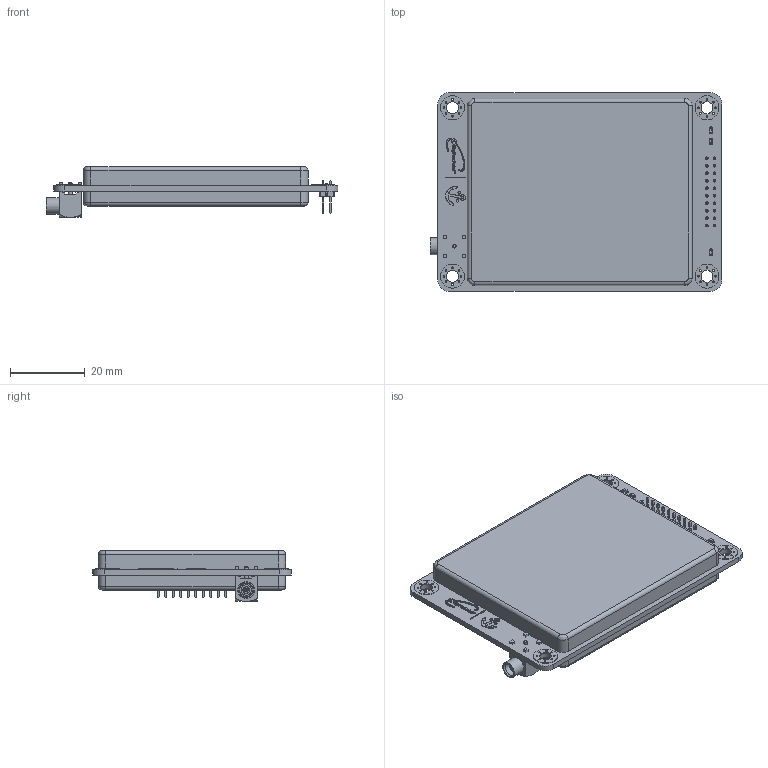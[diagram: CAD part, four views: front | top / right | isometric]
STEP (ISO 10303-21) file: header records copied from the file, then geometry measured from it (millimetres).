
FILE_DESCRIPTION (( '' ), '' );
FILE_NAME ('', '', ( '' ), ( '' ), '', '', '' );
FILE_SCHEMA (('CONFIG_CONTROL_DESIGN'));
Length unit declared in the file: millimetre
Products named in the file (10): piAIS; pcb; cu; User Library-2-pinasm_asm; shield; shield2; User Library-LED_0603_B; User Library-LED_0603_G; User Library-LED_0603_R; MCX-J-P-H-RA-TH1
Assembly tree (18 placements, depth 2):
  piAIS
    pcb
    cu
    User Library-2-pinasm_asm  x10
    shield
    shield2
    User Library-LED_0603_B
    User Library-LED_0603_G
    User Library-LED_0603_R
    MCX-J-P-H-RA-TH1
Bounding box: 78 x 53 x 13.5 mm (x, y, z)
Volume: 33243.9 mm3; surface area: 23976.7 mm2
Topology: 67 solids, 67 shells, 2338 faces, 6284 edges, 4125 vertices
Faces by surface type: plane 2120, cylinder 194, cone 15, bspline 8, torus 1
Full cylindrical faces by diameter (mm): 0.364 x1, 0.365 x2, 0.453 x96, 0.57 x1, 0.704 x20, 0.96 x3, 0.975 x1, 1 x1, 1.85 x1, 2.75 x1, 2.8 x1, 3.1 x4, 3.2 x12, 3.45 x1, 3.68 x1, 4.5 x1, 6.4 x8
Entity records: 56939 total; most frequent: CARTESIAN_POINT 10070, ORIENTED_EDGE 9830, DIRECTION 8905, EDGE_CURVE 4915, LINE 4457, VECTOR 4457, VERTEX_POINT 3261, AXIS2_PLACEMENT_3D 2224
